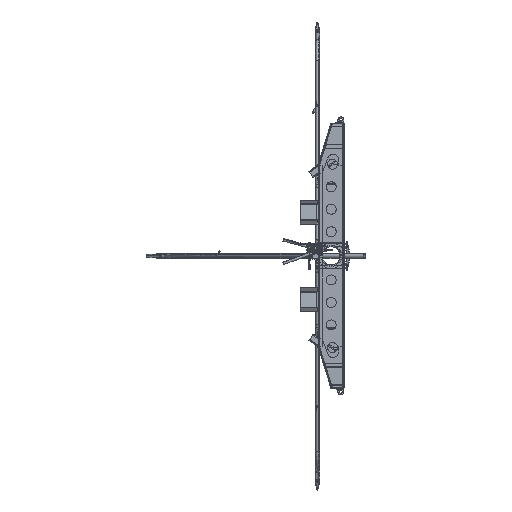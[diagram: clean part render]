
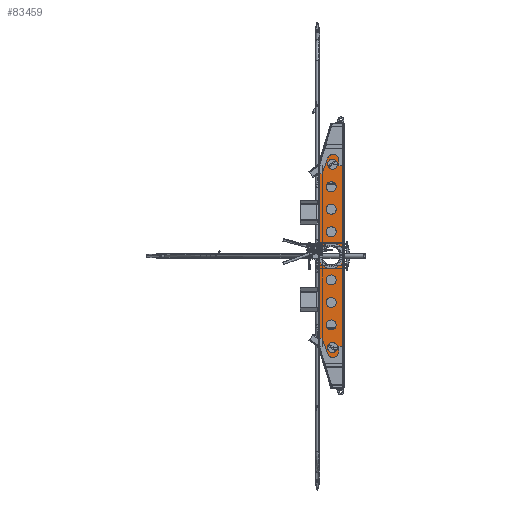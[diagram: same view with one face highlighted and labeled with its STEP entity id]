
A CAD part, left-side view. The second image highlights one B-rep face of the part: STEP entity #83459.
In plain terms, the highlighted planar face has unit normal (-1, 0, 0).
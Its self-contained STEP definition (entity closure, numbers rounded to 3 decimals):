
#82839 = VERTEX_POINT('',#82840);
#82840 = CARTESIAN_POINT('',(-3712.439,-85.911,
    -460.024));
#82856 = EDGE_CURVE('',#82839,#82839,#82857,.T.);
#82857 = CIRCLE('',#82858,31.);
#82858 = AXIS2_PLACEMENT_3D('',#82859,#82860,#82861);
#82859 = CARTESIAN_POINT('',(-3712.439,-85.911,
    -429.024));
#82860 = DIRECTION('',(-1.,0.,
    0.));
#82861 = DIRECTION('',(0.,0.,1.));
#82872 = VERTEX_POINT('',#82873);
#82873 = CARTESIAN_POINT('',(-3712.439,-85.911,
    -180.024));
#82889 = EDGE_CURVE('',#82872,#82872,#82890,.T.);
#82890 = CIRCLE('',#82891,31.);
#82891 = AXIS2_PLACEMENT_3D('',#82892,#82893,#82894);
#82892 = CARTESIAN_POINT('',(-3712.439,-85.911,
    -149.024));
#82893 = DIRECTION('',(-1.,0.,
    0.));
#82894 = DIRECTION('',(0.,0.,1.));
#82905 = VERTEX_POINT('',#82906);
#82906 = CARTESIAN_POINT('',(-3712.439,-85.911,
    -320.024));
#82922 = EDGE_CURVE('',#82905,#82905,#82923,.T.);
#82923 = CIRCLE('',#82924,31.);
#82924 = AXIS2_PLACEMENT_3D('',#82925,#82926,#82927);
#82925 = CARTESIAN_POINT('',(-3712.439,-85.911,
    -289.024));
#82926 = DIRECTION('',(-1.,0.,
    0.));
#82927 = DIRECTION('',(0.,0.,1.));
#82938 = VERTEX_POINT('',#82939);
#82939 = CARTESIAN_POINT('',(-3712.436,-94.011,
    -600.024));
#82955 = EDGE_CURVE('',#82938,#82938,#82956,.T.);
#82956 = CIRCLE('',#82957,31.);
#82957 = AXIS2_PLACEMENT_3D('',#82958,#82959,#82960);
#82958 = CARTESIAN_POINT('',(-3712.436,-94.011,
    -569.024));
#82959 = DIRECTION('',(-1.,0.,
    0.));
#82960 = DIRECTION('',(0.,0.,1.));
#82970 = EDGE_CURVE('',#82971,#82973,#82975,.T.);
#82971 = VERTEX_POINT('',#82972);
#82972 = CARTESIAN_POINT('',(-3712.47,-9.011,
    -551.024));
#82973 = VERTEX_POINT('',#82974);
#82974 = CARTESIAN_POINT('',(-3712.436,-93.011,
    -821.024));
#82975 = LINE('',#82976,#82977);
#82976 = CARTESIAN_POINT('',(-3712.476,6.103,
    -502.445));
#82977 = VECTOR('',#82978,1.);
#82978 = DIRECTION('',(0.,-0.297,
    -0.955));
#83020 = VERTEX_POINT('',#83021);
#83021 = CARTESIAN_POINT('',(-3712.41,-157.011,
    -821.024));
#83027 = EDGE_CURVE('',#83020,#82973,#83028,.T.);
#83028 = LINE('',#83029,#83030);
#83029 = CARTESIAN_POINT('',(-3712.381,-230.388,
    -821.024));
#83030 = VECTOR('',#83031,1.);
#83031 = DIRECTION('',(0.,1.,
    0.));
#83201 = VERTEX_POINT('',#83202);
#83202 = CARTESIAN_POINT('',(-3712.439,-85.911,
    461.976));
#83218 = EDGE_CURVE('',#83201,#83201,#83219,.T.);
#83219 = CIRCLE('',#83220,31.);
#83220 = AXIS2_PLACEMENT_3D('',#83221,#83222,#83223);
#83221 = CARTESIAN_POINT('',(-3712.439,-85.911,
    430.976));
#83222 = DIRECTION('',(1.,0.,
    0.));
#83223 = DIRECTION('',(0.,0.,-1.));
#83234 = VERTEX_POINT('',#83235);
#83235 = CARTESIAN_POINT('',(-3712.439,-85.911,
    181.976));
#83251 = EDGE_CURVE('',#83234,#83234,#83252,.T.);
#83252 = CIRCLE('',#83253,31.);
#83253 = AXIS2_PLACEMENT_3D('',#83254,#83255,#83256);
#83254 = CARTESIAN_POINT('',(-3712.439,-85.911,
    150.976));
#83255 = DIRECTION('',(1.,0.,
    0.));
#83256 = DIRECTION('',(0.,0.,-1.));
#83267 = VERTEX_POINT('',#83268);
#83268 = CARTESIAN_POINT('',(-3712.439,-85.911,
    321.976));
#83284 = EDGE_CURVE('',#83267,#83267,#83285,.T.);
#83285 = CIRCLE('',#83286,31.);
#83286 = AXIS2_PLACEMENT_3D('',#83287,#83288,#83289);
#83287 = CARTESIAN_POINT('',(-3712.439,-85.911,
    290.976));
#83288 = DIRECTION('',(1.,0.,
    0.));
#83289 = DIRECTION('',(0.,0.,-1.));
#83300 = VERTEX_POINT('',#83301);
#83301 = CARTESIAN_POINT('',(-3712.436,-94.011,
    601.976));
#83317 = EDGE_CURVE('',#83300,#83300,#83318,.T.);
#83318 = CIRCLE('',#83319,31.);
#83319 = AXIS2_PLACEMENT_3D('',#83320,#83321,#83322);
#83320 = CARTESIAN_POINT('',(-3712.436,-94.011,
    570.976));
#83321 = DIRECTION('',(1.,0.,
    0.));
#83322 = DIRECTION('',(0.,0.,-1.));
#83335 = VERTEX_POINT('',#83336);
#83336 = CARTESIAN_POINT('',(-3712.463,-25.811,
    0.976));
#83342 = EDGE_CURVE('',#83335,#83335,#83343,.T.);
#83343 = CIRCLE('',#83344,60.1);
#83344 = AXIS2_PLACEMENT_3D('',#83345,#83346,#83347);
#83345 = CARTESIAN_POINT('',(-3712.439,-85.911,
    0.976));
#83346 = DIRECTION('',(-1.,0.,
    0.));
#83347 = DIRECTION('',(0.,-1.,
    0.));
#83432 = EDGE_CURVE('',#83433,#83435,#83437,.T.);
#83433 = VERTEX_POINT('',#83434);
#83434 = CARTESIAN_POINT('',(-3712.47,-9.011,
    552.976));
#83435 = VERTEX_POINT('',#83436);
#83436 = CARTESIAN_POINT('',(-3712.436,-93.011,
    822.976));
#83437 = LINE('',#83438,#83439);
#83438 = CARTESIAN_POINT('',(-3712.476,6.103,
    504.396));
#83439 = VECTOR('',#83440,1.);
#83440 = DIRECTION('',(0.,-0.297,0.955
    ));
#83459 = ADVANCED_FACE('',(#83460,#83485,#83488,#83491,#83494,#83497,
    #83500,#83503,#83506,#83509),#83512,.T.);
#83460 = FACE_BOUND('',#83461,.T.);
#83461 = EDGE_LOOP('',(#83462,#83468,#83469,#83470,#83478,#83484));
#83462 = ORIENTED_EDGE('',*,*,#83463,.F.);
#83463 = EDGE_CURVE('',#82971,#83433,#83464,.T.);
#83464 = LINE('',#83465,#83466);
#83465 = CARTESIAN_POINT('',(-3712.47,-9.011,
    0.976));
#83466 = VECTOR('',#83467,1.);
#83467 = DIRECTION('',(0.,0.,1.));
#83468 = ORIENTED_EDGE('',*,*,#82970,.T.);
#83469 = ORIENTED_EDGE('',*,*,#83027,.F.);
#83470 = ORIENTED_EDGE('',*,*,#83471,.T.);
#83471 = EDGE_CURVE('',#83020,#83472,#83474,.T.);
#83472 = VERTEX_POINT('',#83473);
#83473 = CARTESIAN_POINT('',(-3712.41,-157.011,
    822.976));
#83474 = LINE('',#83475,#83476);
#83475 = CARTESIAN_POINT('',(-3712.41,-157.011,
    -410.024));
#83476 = VECTOR('',#83477,1.);
#83477 = DIRECTION('',(0.,0.,1.));
#83478 = ORIENTED_EDGE('',*,*,#83479,.T.);
#83479 = EDGE_CURVE('',#83472,#83435,#83480,.T.);
#83480 = LINE('',#83481,#83482);
#83481 = CARTESIAN_POINT('',(-3712.381,-230.388,
    822.976));
#83482 = VECTOR('',#83483,1.);
#83483 = DIRECTION('',(0.,1.,
    0.));
#83484 = ORIENTED_EDGE('',*,*,#83432,.F.);
#83485 = FACE_BOUND('',#83486,.T.);
#83486 = EDGE_LOOP('',(#83487));
#83487 = ORIENTED_EDGE('',*,*,#83342,.F.);
#83488 = FACE_BOUND('',#83489,.T.);
#83489 = EDGE_LOOP('',(#83490));
#83490 = ORIENTED_EDGE('',*,*,#82955,.F.);
#83491 = FACE_BOUND('',#83492,.T.);
#83492 = EDGE_LOOP('',(#83493));
#83493 = ORIENTED_EDGE('',*,*,#82922,.F.);
#83494 = FACE_BOUND('',#83495,.T.);
#83495 = EDGE_LOOP('',(#83496));
#83496 = ORIENTED_EDGE('',*,*,#82889,.F.);
#83497 = FACE_BOUND('',#83498,.T.);
#83498 = EDGE_LOOP('',(#83499));
#83499 = ORIENTED_EDGE('',*,*,#82856,.F.);
#83500 = FACE_BOUND('',#83501,.T.);
#83501 = EDGE_LOOP('',(#83502));
#83502 = ORIENTED_EDGE('',*,*,#83218,.T.);
#83503 = FACE_BOUND('',#83504,.T.);
#83504 = EDGE_LOOP('',(#83505));
#83505 = ORIENTED_EDGE('',*,*,#83251,.T.);
#83506 = FACE_BOUND('',#83507,.T.);
#83507 = EDGE_LOOP('',(#83508));
#83508 = ORIENTED_EDGE('',*,*,#83284,.T.);
#83509 = FACE_BOUND('',#83510,.T.);
#83510 = EDGE_LOOP('',(#83511));
#83511 = ORIENTED_EDGE('',*,*,#83317,.T.);
#83512 = PLANE('',#83513);
#83513 = AXIS2_PLACEMENT_3D('',#83514,#83515,#83516);
#83514 = CARTESIAN_POINT('',(-3712.426,-119.699,
    411.976));
#83515 = DIRECTION('',(-1.,0.,
    0.));
#83516 = DIRECTION('',(0.,0.,1.));
